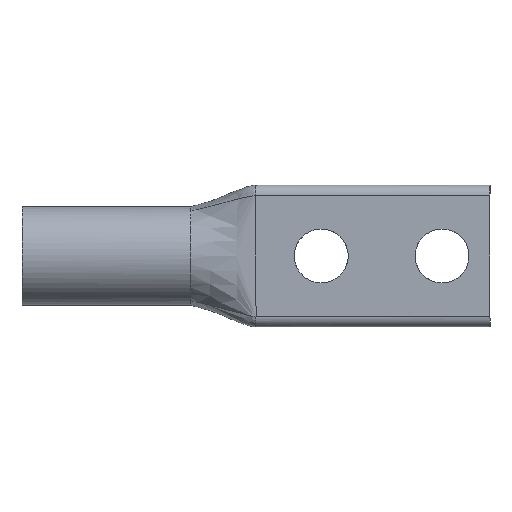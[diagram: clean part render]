
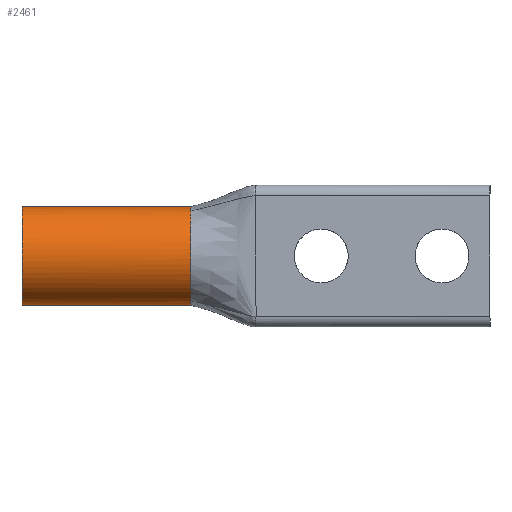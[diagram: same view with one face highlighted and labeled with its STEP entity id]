
A CAD part, front view. The second image highlights one B-rep face of the part: STEP entity #2461.
In plain terms, the highlighted cylindrical face has radius 6.515 mm (diameter 13.03 mm), a partial arc.
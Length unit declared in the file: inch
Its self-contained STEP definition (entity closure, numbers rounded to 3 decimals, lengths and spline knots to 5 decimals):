
#27 = EDGE_CURVE ( 'NONE', #1930, #1441, #1721, .T. ) ;
#91 = CARTESIAN_POINT ( 'NONE',  ( 0., 0.05139, 0.15763 ) ) ;
#131 = CARTESIAN_POINT ( 'NONE',  ( 0., 0.00668, 0.06714 ) ) ;
#134 = CARTESIAN_POINT ( 'NONE',  ( 0.88, 0.07431, 0.1823 ) ) ;
#158 = CARTESIAN_POINT ( 'NONE',  ( 0.88, 0.11324, 0.21425 ) ) ;
#218 = CARTESIAN_POINT ( 'NONE',  ( 0.88, 0.2565, -0.2565 ) ) ;
#258 = ORIENTED_EDGE ( 'NONE', *, *, #729, .T. ) ;
#283 = CARTESIAN_POINT ( 'NONE',  ( 0., 0.00668, -0.06714 ) ) ;
#313 = CARTESIAN_POINT ( 'NONE',  ( -0.51556, 0.2565, 0.2565 ) ) ;
#316 = CARTESIAN_POINT ( 'NONE',  ( -0.51556, 0.2565, -0.2565 ) ) ;
#325 = AXIS2_PLACEMENT_3D ( 'NONE', #1844, #1669, #1476 ) ;
#334 = CARTESIAN_POINT ( 'NONE',  ( 0.88, 0.15834, -0.23698 ) ) ;
#345 = CARTESIAN_POINT ( 'NONE',  ( 0.88, 0.00373, -0.05036 ) ) ;
#358 = CARTESIAN_POINT ( 'NONE',  ( 0.88, 0., 0.02518 ) ) ;
#474 = CARTESIAN_POINT ( 'NONE',  ( 0., 0., -0.03358 ) ) ;
#512 = CARTESIAN_POINT ( 'NONE',  ( 0., 0.03237, 0.12918 ) ) ;
#514 = CARTESIAN_POINT ( 'NONE',  ( 0.88, 0.07431, -0.1823 ) ) ;
#517 = LINE ( 'NONE', #313, #1453 ) ;
#543 = VERTEX_POINT ( 'NONE', #1200 ) ;
#549 = CARTESIAN_POINT ( 'NONE',  ( 0.88, 0.15834, 0.23698 ) ) ;
#595 = CARTESIAN_POINT ( 'NONE',  ( 0.88, 0.15834, -0.23698 ) ) ;
#620 = EDGE_CURVE ( 'NONE', #1914, #1613, #912, .T. ) ;
#632 = ORIENTED_EDGE ( 'NONE', *, *, #990, .T. ) ;
#698 = CARTESIAN_POINT ( 'NONE',  ( 0., 0.2565, 0.2565 ) ) ;
#701 = CARTESIAN_POINT ( 'NONE',  ( 0.88, 0.00373, 0.05036 ) ) ;
#709 = VERTEX_POINT ( 'NONE', #1749 ) ;
#710 = CARTESIAN_POINT ( 'NONE',  ( 0., 0., 0.03358 ) ) ;
#729 = EDGE_CURVE ( 'NONE', #543, #709, #517, .T. ) ;
#761 = CARTESIAN_POINT ( 'NONE',  ( 0., 0.09887, -0.20511 ) ) ;
#766 = CARTESIAN_POINT ( 'NONE',  ( 0.88, 0.15834, 0.23698 ) ) ;
#778 = CARTESIAN_POINT ( 'NONE',  ( 0.88, 0.17277, 0.24295 ) ) ;
#850 = EDGE_CURVE ( 'NONE', #543, #1613, #1410, .T. ) ;
#885 = CYLINDRICAL_SURFACE ( 'NONE', #325, 0.2565 ) ;
#912 = B_SPLINE_CURVE_WITH_KNOTS ( 'NONE', 3,
 ( #334, #1878, #1314, #514, #1889, #2092, #1927, #345, #1486, #358, #701, #1902, #1108, #2489, #134, #158, #932, #549 ),
 .UNSPECIFIED., .F., .F.,
 ( 4, 2, 2, 2, 2, 2, 2, 2, 4 ),
 ( 0., 0.125, 0.25, 0.375, 0.5, 0.625, 0.75, 0.875, 1. ),
 .UNSPECIFIED. ) ;
#932 = CARTESIAN_POINT ( 'NONE',  ( 0.88, 0.13508, 0.22734 ) ) ;
#966 = CARTESIAN_POINT ( 'NONE',  ( 0., 0.18936, -0.24982 ) ) ;
#990 = EDGE_CURVE ( 'NONE', #709, #1441, #2344, .T. ) ;
#991 = CARTESIAN_POINT ( 'NONE',  ( 0.88, 0.15834, -0.23698 ) ) ;
#994 = CARTESIAN_POINT ( 'NONE',  ( 0., 0.2565, -0.2565 ) ) ;
#1056 = CARTESIAN_POINT ( 'NONE',  ( 0., 0.03237, -0.12918 ) ) ;
#1060 = FACE_OUTER_BOUND ( 'NONE', #2396, .T. ) ;
#1091 = CARTESIAN_POINT ( 'NONE',  ( 0., 0.12732, 0.22413 ) ) ;
#1108 = CARTESIAN_POINT ( 'NONE',  ( 0.88, 0.02924, 0.12157 ) ) ;
#1200 = CARTESIAN_POINT ( 'NONE',  ( 0.88, 0.2565, 0.2565 ) ) ;
#1314 = CARTESIAN_POINT ( 'NONE',  ( 0.88, 0.11324, -0.21425 ) ) ;
#1349 = CARTESIAN_POINT ( 'NONE',  ( 0.88, 0.15834, 0.23698 ) ) ;
#1410 = B_SPLINE_CURVE_WITH_KNOTS ( 'NONE', 3,
 ( #1741, #2131, #2513, #778, #766 ),
 .UNSPECIFIED., .F., .F.,
 ( 4, 1, 4 ),
 ( 0., 0.5, 1. ),
 .UNSPECIFIED. ) ;
#1441 = VERTEX_POINT ( 'NONE', #994 ) ;
#1453 = VECTOR ( 'NONE', #1694, 39.37008 ) ;
#1476 = DIRECTION ( 'NONE',  ( 0., 0., 1. ) ) ;
#1484 = CARTESIAN_POINT ( 'NONE',  ( 0., 0.18936, 0.24982 ) ) ;
#1486 = CARTESIAN_POINT ( 'NONE',  ( 0.88, 0., -0.02518 ) ) ;
#1560 = CARTESIAN_POINT ( 'NONE',  ( 0., 0.22292, -0.2565 ) ) ;
#1609 = ORIENTED_EDGE ( 'NONE', *, *, #27, .F. ) ;
#1612 = B_SPLINE_CURVE_WITH_KNOTS ( 'NONE', 3,
 ( #2153, #2342, #1940, #991 ),
 .UNSPECIFIED., .F., .F.,
 ( 4, 4 ),
 ( 0., 1. ),
 .UNSPECIFIED. ) ;
#1613 = VERTEX_POINT ( 'NONE', #1349 ) ;
#1642 = EDGE_CURVE ( 'NONE', #1930, #1914, #1612, .T. ) ;
#1669 = DIRECTION ( 'NONE',  ( -1., 0., 0. ) ) ;
#1694 = DIRECTION ( 'NONE',  ( -1., 0., 0. ) ) ;
#1700 = ORIENTED_EDGE ( 'NONE', *, *, #620, .T. ) ;
#1721 = LINE ( 'NONE', #316, #1776 ) ;
#1741 = CARTESIAN_POINT ( 'NONE',  ( 0.88, 0.2565, 0.2565 ) ) ;
#1749 = CARTESIAN_POINT ( 'NONE',  ( 0., 0.2565, 0.2565 ) ) ;
#1776 = VECTOR ( 'NONE', #2495, 39.37008 ) ;
#1840 = CARTESIAN_POINT ( 'NONE',  ( 0., 0.05139, -0.15763 ) ) ;
#1844 = CARTESIAN_POINT ( 'NONE',  ( -0.51556, 0.2565, 0. ) ) ;
#1878 = CARTESIAN_POINT ( 'NONE',  ( 0.88, 0.13508, -0.22734 ) ) ;
#1889 = CARTESIAN_POINT ( 'NONE',  ( 0.88, 0.05722, -0.16344 ) ) ;
#1902 = CARTESIAN_POINT ( 'NONE',  ( 0.88, 0.01835, 0.09856 ) ) ;
#1914 = VERTEX_POINT ( 'NONE', #595 ) ;
#1927 = CARTESIAN_POINT ( 'NONE',  ( 0.88, 0.01835, -0.09856 ) ) ;
#1930 = VERTEX_POINT ( 'NONE', #218 ) ;
#1940 = CARTESIAN_POINT ( 'NONE',  ( 0.88, 0.18936, -0.24982 ) ) ;
#1992 = ORIENTED_EDGE ( 'NONE', *, *, #1642, .T. ) ;
#2012 = ORIENTED_EDGE ( 'NONE', *, *, #850, .F. ) ;
#2062 = CARTESIAN_POINT ( 'NONE',  ( 0., 0.22292, 0.2565 ) ) ;
#2092 = CARTESIAN_POINT ( 'NONE',  ( 0.88, 0.02924, -0.12157 ) ) ;
#2131 = CARTESIAN_POINT ( 'NONE',  ( 0.88, 0.23907, 0.25651 ) ) ;
#2153 = CARTESIAN_POINT ( 'NONE',  ( 0.88, 0.2565, -0.2565 ) ) ;
#2282 = CARTESIAN_POINT ( 'NONE',  ( 0., 0.2565, -0.2565 ) ) ;
#2342 = CARTESIAN_POINT ( 'NONE',  ( 0.88, 0.22292, -0.2565 ) ) ;
#2344 = B_SPLINE_CURVE_WITH_KNOTS ( 'NONE', 3,
 ( #698, #2062, #1484, #1091, #2462, #91, #512, #131, #710, #474, #283, #1056, #1840, #761, #2498, #966, #1560, #2282 ),
 .UNSPECIFIED., .F., .F.,
 ( 4, 2, 2, 2, 2, 2, 2, 2, 4 ),
 ( 0., 0.125, 0.25, 0.375, 0.5, 0.625, 0.75, 0.875, 1. ),
 .UNSPECIFIED. ) ;
#2396 = EDGE_LOOP ( 'NONE', ( #1609, #1992, #1700, #2012, #258, #632 ) ) ;
#2461 = ADVANCED_FACE ( 'NONE', ( #1060 ), #885, .T. ) ;
#2462 = CARTESIAN_POINT ( 'NONE',  ( 0., 0.09887, 0.20511 ) ) ;
#2489 = CARTESIAN_POINT ( 'NONE',  ( 0.88, 0.05722, 0.16344 ) ) ;
#2495 = DIRECTION ( 'NONE',  ( -1., 0., 0. ) ) ;
#2498 = CARTESIAN_POINT ( 'NONE',  ( 0., 0.12732, -0.22413 ) ) ;
#2513 = CARTESIAN_POINT ( 'NONE',  ( 0.88, 0.2042, 0.25285 ) ) ;
